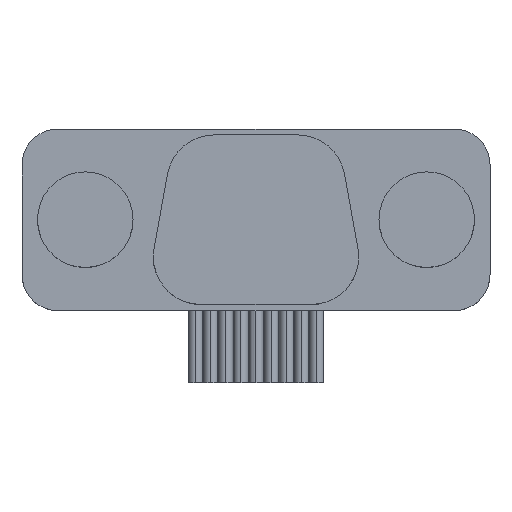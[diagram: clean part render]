
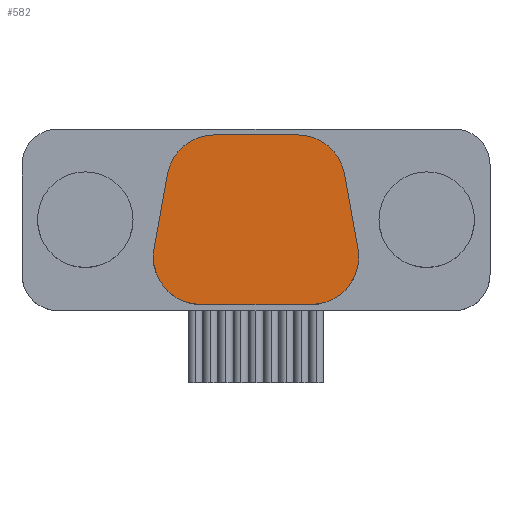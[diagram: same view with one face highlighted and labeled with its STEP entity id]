
A CAD part, top view. The second image highlights one B-rep face of the part: STEP entity #582.
In plain terms, the highlighted planar face has unit normal (0, 0, 1).
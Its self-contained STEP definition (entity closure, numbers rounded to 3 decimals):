
#23 = ORIENTED_EDGE ( 'NONE', *, *, #2765, .T. ) ;
#34 = DIRECTION ( 'NONE',  ( -0.179, -0.984, 0. ) ) ;
#76 = EDGE_CURVE ( 'NONE', #1450, #2842, #3596, .T. ) ;
#85 = LINE ( 'NONE', #2017, #1529 ) ;
#103 = DIRECTION ( 'NONE',  ( 0., 0., 1. ) ) ;
#112 = AXIS2_PLACEMENT_3D ( 'NONE', #1950, #1361, #2561 ) ;
#175 = CARTESIAN_POINT ( 'NONE',  ( -1.741, 5.35, 7. ) ) ;
#201 = VERTEX_POINT ( 'NONE', #959 ) ;
#224 = CIRCLE ( 'NONE', #3906, 2. ) ;
#228 = VECTOR ( 'NONE', #34, 1000. ) ;
#251 = DIRECTION ( 'NONE',  ( 1., 0., 0. ) ) ;
#380 = VERTEX_POINT ( 'NONE', #2787 ) ;
#478 = FACE_OUTER_BOUND ( 'NONE', #3129, .T. ) ;
#582 = ADVANCED_FACE ( 'NONE', ( #478 ), #2929, .T. ) ;
#609 = EDGE_CURVE ( 'NONE', #1943, #201, #1113, .T. ) ;
#794 = VERTEX_POINT ( 'NONE', #2692 ) ;
#837 = CARTESIAN_POINT ( 'NONE',  ( -1.741, 7.35, 7. ) ) ;
#854 = DIRECTION ( 'NONE',  ( 1., 0., 0. ) ) ;
#867 = CIRCLE ( 'NONE', #1315, 2. ) ;
#884 = VECTOR ( 'NONE', #854, 1000. ) ;
#922 = ORIENTED_EDGE ( 'NONE', *, *, #2677, .T. ) ;
#959 = CARTESIAN_POINT ( 'NONE',  ( 2.304, 0.25, 7. ) ) ;
#998 = DIRECTION ( 'NONE',  ( -0.179, 0.984, 0. ) ) ;
#1035 = CARTESIAN_POINT ( 'NONE',  ( -2.304, 2.25, 7. ) ) ;
#1113 = LINE ( 'NONE', #3236, #884 ) ;
#1196 = ORIENTED_EDGE ( 'NONE', *, *, #609, .T. ) ;
#1251 = CIRCLE ( 'NONE', #3467, 2. ) ;
#1261 = ORIENTED_EDGE ( 'NONE', *, *, #2769, .T. ) ;
#1315 = AXIS2_PLACEMENT_3D ( 'NONE', #2944, #1453, #251 ) ;
#1333 = CARTESIAN_POINT ( 'NONE',  ( -2.304, 0.25, 7. ) ) ;
#1361 = DIRECTION ( 'NONE',  ( 0., 0., 1. ) ) ;
#1381 = DIRECTION ( 'NONE',  ( 1., 0., 0. ) ) ;
#1400 = DIRECTION ( 'NONE',  ( 1., 0., 0. ) ) ;
#1450 = VERTEX_POINT ( 'NONE', #1519 ) ;
#1453 = DIRECTION ( 'NONE',  ( 0., 0., 1. ) ) ;
#1481 = CARTESIAN_POINT ( 'NONE',  ( -4.304, 2.25, 7. ) ) ;
#1517 = VERTEX_POINT ( 'NONE', #2713 ) ;
#1519 = CARTESIAN_POINT ( 'NONE',  ( 1.741, 7.35, 7. ) ) ;
#1529 = VECTOR ( 'NONE', #998, 1000. ) ;
#1531 = CARTESIAN_POINT ( 'NONE',  ( -3.41, 7.35, 7. ) ) ;
#1534 = LINE ( 'NONE', #2443, #228 ) ;
#1560 = VERTEX_POINT ( 'NONE', #2831 ) ;
#1700 = DIRECTION ( 'NONE',  ( 0., 0., 1. ) ) ;
#1723 = ORIENTED_EDGE ( 'NONE', *, *, #2945, .T. ) ;
#1766 = AXIS2_PLACEMENT_3D ( 'NONE', #2600, #2050, #1400 ) ;
#1908 = EDGE_CURVE ( 'NONE', #1517, #794, #85, .T. ) ;
#1943 = VERTEX_POINT ( 'NONE', #1333 ) ;
#1950 = CARTESIAN_POINT ( 'NONE',  ( 1.741, 5.35, 7. ) ) ;
#1989 = CARTESIAN_POINT ( 'NONE',  ( 2.304, 2.25, 7. ) ) ;
#2017 = CARTESIAN_POINT ( 'NONE',  ( 3.41, 7.35, 7. ) ) ;
#2044 = VERTEX_POINT ( 'NONE', #1481 ) ;
#2050 = DIRECTION ( 'NONE',  ( 0., 0., 1. ) ) ;
#2289 = EDGE_CURVE ( 'NONE', #1560, #2044, #1251, .T. ) ;
#2438 = CIRCLE ( 'NONE', #3008, 2. ) ;
#2443 = CARTESIAN_POINT ( 'NONE',  ( -3.41, 7.35, 7. ) ) ;
#2485 = DIRECTION ( 'NONE',  ( 1., 0., 0. ) ) ;
#2536 = ORIENTED_EDGE ( 'NONE', *, *, #3230, .T. ) ;
#2561 = DIRECTION ( 'NONE',  ( 1., 0., 0. ) ) ;
#2586 = ORIENTED_EDGE ( 'NONE', *, *, #1908, .T. ) ;
#2587 = ORIENTED_EDGE ( 'NONE', *, *, #76, .T. ) ;
#2600 = CARTESIAN_POINT ( 'NONE',  ( 0., 0., 7. ) ) ;
#2677 = EDGE_CURVE ( 'NONE', #201, #1517, #224, .T. ) ;
#2692 = CARTESIAN_POINT ( 'NONE',  ( 3.708, 5.708, 7. ) ) ;
#2713 = CARTESIAN_POINT ( 'NONE',  ( 4.272, 2.608, 7. ) ) ;
#2765 = EDGE_CURVE ( 'NONE', #2842, #380, #2438, .T. ) ;
#2769 = EDGE_CURVE ( 'NONE', #794, #1450, #2937, .T. ) ;
#2787 = CARTESIAN_POINT ( 'NONE',  ( -3.708, 5.708, 7. ) ) ;
#2831 = CARTESIAN_POINT ( 'NONE',  ( -4.272, 2.608, 7. ) ) ;
#2842 = VERTEX_POINT ( 'NONE', #837 ) ;
#2929 = PLANE ( 'NONE',  #1766 ) ;
#2937 = CIRCLE ( 'NONE', #112, 2. ) ;
#2944 = CARTESIAN_POINT ( 'NONE',  ( -2.304, 2.25, 7. ) ) ;
#2945 = EDGE_CURVE ( 'NONE', #380, #1560, #1534, .T. ) ;
#3008 = AXIS2_PLACEMENT_3D ( 'NONE', #175, #1700, #3464 ) ;
#3010 = DIRECTION ( 'NONE',  ( -1., 0., 0. ) ) ;
#3129 = EDGE_LOOP ( 'NONE', ( #2587, #23, #1723, #3650, #2536, #1196, #922, #2586, #1261 ) ) ;
#3148 = VECTOR ( 'NONE', #3010, 1000. ) ;
#3230 = EDGE_CURVE ( 'NONE', #2044, #1943, #867, .T. ) ;
#3236 = CARTESIAN_POINT ( 'NONE',  ( -4.7, 0.25, 7. ) ) ;
#3464 = DIRECTION ( 'NONE',  ( 1., 0., 0. ) ) ;
#3467 = AXIS2_PLACEMENT_3D ( 'NONE', #1035, #103, #2485 ) ;
#3596 = LINE ( 'NONE', #1531, #3148 ) ;
#3650 = ORIENTED_EDGE ( 'NONE', *, *, #2289, .T. ) ;
#3800 = DIRECTION ( 'NONE',  ( 0., 0., 1. ) ) ;
#3906 = AXIS2_PLACEMENT_3D ( 'NONE', #1989, #3800, #1381 ) ;
